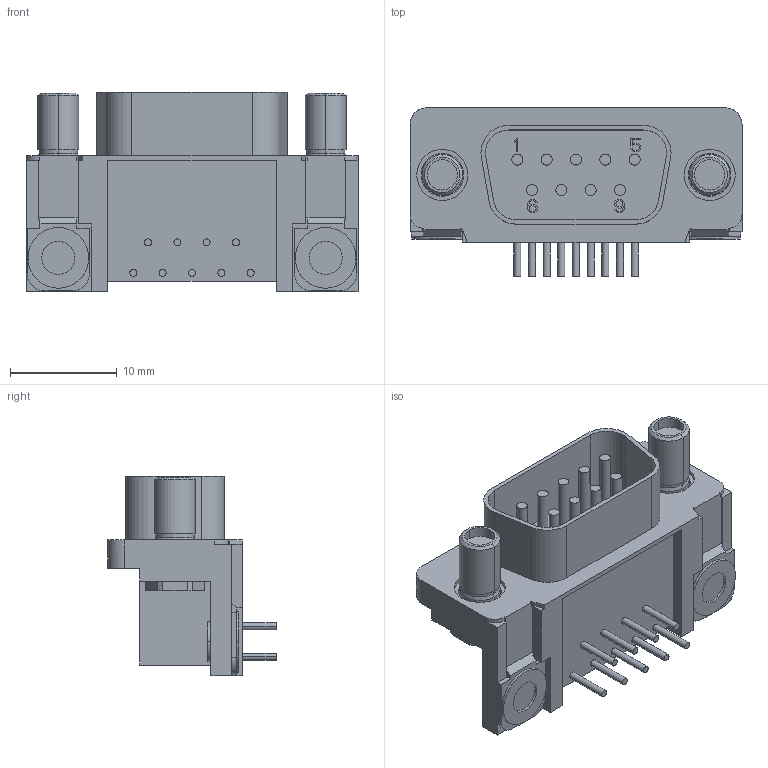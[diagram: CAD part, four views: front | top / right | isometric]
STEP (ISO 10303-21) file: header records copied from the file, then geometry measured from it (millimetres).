
FILE_DESCRIPTION((''),'2;1');
FILE_NAME('C-5747250-6','2011-10-31T',('workeradm'),('Tyco Electronics Ltd.'),'PRO/ENGINEER BY PARAMETRIC TECHNOLOGY CORPORATION, 2010430','PRO/ENGINEER BY PARAMETRIC TECHNOLOGY CORPORATION, 2010430','');
FILE_SCHEMA(('AUTOMOTIVE_DESIGN { 1 0 10303 214 1 1 1 1 }'));
Length unit declared in the file: millimetre
Products named in the file (1): C-5747250-6
Bounding box: 31.04 x 15.72 x 18.68 mm (x, y, z)
Volume: 2937.7 mm3; surface area: 2951.8 mm2
Topology: 1 solids, 1 shells, 429 faces, 1125 edges, 746 vertices
Faces by surface type: plane 311, cylinder 110, cone 8
Entity records: 13382 total; most frequent: CARTESIAN_POINT 2302, ORIENTED_EDGE 2250, DIRECTION 2209, EDGE_CURVE 1125, VECTOR 899, LINE 899, VERTEX_POINT 746, AXIS2_PLACEMENT_3D 655
